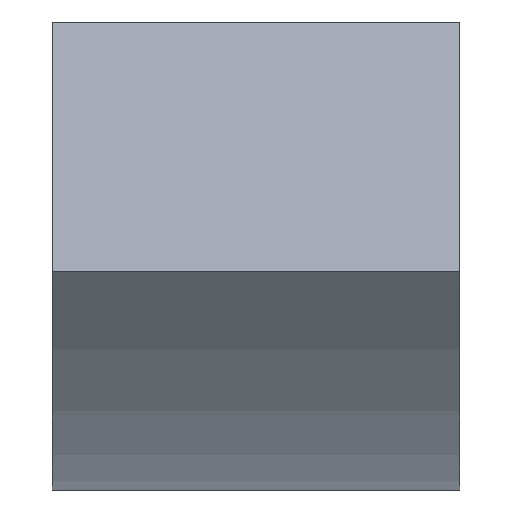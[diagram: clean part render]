
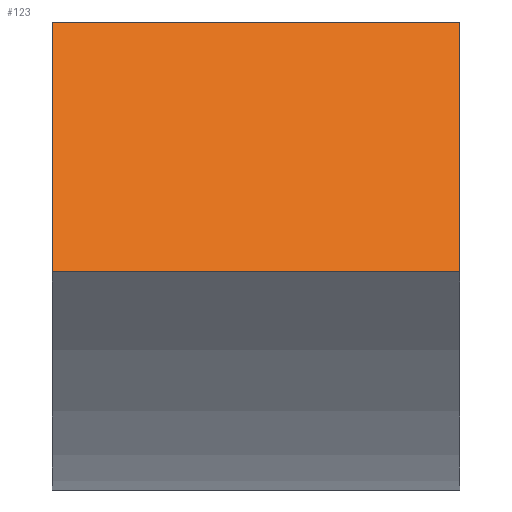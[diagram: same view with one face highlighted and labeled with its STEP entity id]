
A CAD part, front view. The second image highlights one B-rep face of the part: STEP entity #123.
In plain terms, the highlighted planar face has unit normal (0, -0.919, 0.394).
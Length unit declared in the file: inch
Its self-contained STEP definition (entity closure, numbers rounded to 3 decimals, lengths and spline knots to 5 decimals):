
#19=PLANE('',#148);
#26=FACE_OUTER_BOUND('',#33,.T.);
#33=EDGE_LOOP('',(#111,#112,#113,#114));
#43=LINE('',#203,#54);
#45=LINE('',#208,#56);
#46=LINE('',#212,#57);
#48=LINE('',#215,#59);
#54=VECTOR('',#166,0.3937);
#56=VECTOR('',#172,0.3937);
#57=VECTOR('',#177,0.3937);
#59=VECTOR('',#181,0.3937);
#66=VERTEX_POINT('',#201);
#67=VERTEX_POINT('',#202);
#68=VERTEX_POINT('',#207);
#69=VERTEX_POINT('',#211);
#77=EDGE_CURVE('',#66,#67,#43,.T.);
#80=EDGE_CURVE('',#68,#66,#45,.T.);
#82=EDGE_CURVE('',#69,#68,#46,.T.);
#84=EDGE_CURVE('',#69,#67,#48,.T.);
#111=ORIENTED_EDGE('',*,*,#80,.F.);
#112=ORIENTED_EDGE('',*,*,#82,.F.);
#113=ORIENTED_EDGE('',*,*,#84,.T.);
#114=ORIENTED_EDGE('',*,*,#77,.F.);
#123=ADVANCED_FACE('',(#26),#19,.F.);
#148=AXIS2_PLACEMENT_3D('',#216,#182,#183);
#166=DIRECTION('',(0.,0.394,0.919));
#172=DIRECTION('',(-1.,0.,0.));
#177=DIRECTION('',(0.,-0.394,-0.919));
#181=DIRECTION('',(-1.,0.,0.));
#182=DIRECTION('center_axis',(0.,0.919,-0.394));
#183=DIRECTION('ref_axis',(0.,-0.394,-0.919));
#201=CARTESIAN_POINT('',(3.2633,1694.6829,-17.52927));
#202=CARTESIAN_POINT('',(3.2633,1697.04938,-12.01583));
#203=CARTESIAN_POINT('',(3.2633,1693.98216,-19.16184));
#207=CARTESIAN_POINT('',(12.2633,1694.6829,-17.52927));
#208=CARTESIAN_POINT('',(12.2633,1694.6829,-17.52927));
#211=CARTESIAN_POINT('',(12.2633,1697.04938,-12.01583));
#212=CARTESIAN_POINT('',(12.2633,1693.98216,-19.16184));
#215=CARTESIAN_POINT('',(12.2633,1697.04938,-12.01583));
#216=CARTESIAN_POINT('Origin',(12.2633,1697.04938,-12.01583));
